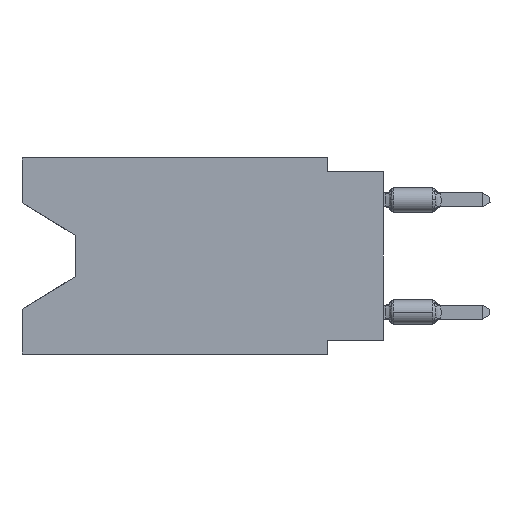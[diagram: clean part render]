
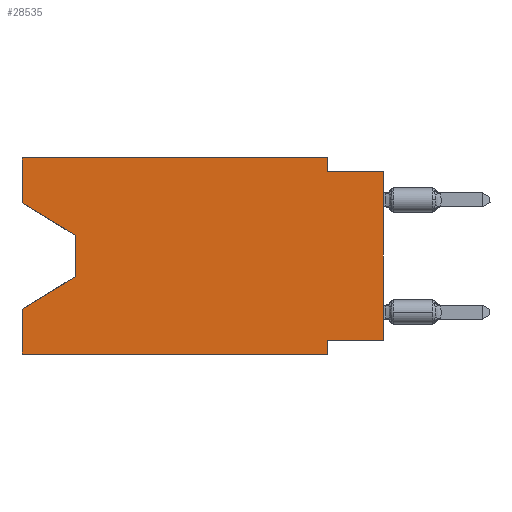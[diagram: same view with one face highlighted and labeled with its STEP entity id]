
A CAD part, left-side view. The second image highlights one B-rep face of the part: STEP entity #28535.
In plain terms, the highlighted planar face has unit normal (-1, 0, 0).
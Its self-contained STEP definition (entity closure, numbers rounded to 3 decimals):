
#773 = CARTESIAN_POINT ( 'NONE',  ( 0., 0., -0.635 ) ) ;
#1556 = DIRECTION ( 'NONE',  ( 0., 0., 1. ) ) ;
#1559 = ORIENTED_EDGE ( 'NONE', *, *, #31803, .F. ) ;
#1611 = VERTEX_POINT ( 'NONE', #29369 ) ;
#2924 = CARTESIAN_POINT ( 'NONE',  ( 0., 2.54, -8.89 ) ) ;
#3213 = DIRECTION ( 'NONE',  ( 0., 0., -1. ) ) ;
#3552 = VERTEX_POINT ( 'NONE', #32228 ) ;
#3639 = VERTEX_POINT ( 'NONE', #38440 ) ;
#4297 = DIRECTION ( 'NONE',  ( 1., 0., 0. ) ) ;
#4661 = VERTEX_POINT ( 'NONE', #773 ) ;
#4667 = EDGE_CURVE ( 'NONE', #10524, #15678, #33787, .T. ) ;
#4877 = CARTESIAN_POINT ( 'NONE',  ( 0., 16.383, 0. ) ) ;
#5329 = VECTOR ( 'NONE', #42287, 1000. ) ;
#5633 = VERTEX_POINT ( 'NONE', #42191 ) ;
#5736 = ORIENTED_EDGE ( 'NONE', *, *, #20628, .F. ) ;
#5933 = LINE ( 'NONE', #35086, #22667 ) ;
#6500 = ORIENTED_EDGE ( 'NONE', *, *, #18054, .T. ) ;
#6683 = CARTESIAN_POINT ( 'NONE',  ( 0., 16.383, 0. ) ) ;
#7016 = LINE ( 'NONE', #40028, #13160 ) ;
#7475 = CARTESIAN_POINT ( 'NONE',  ( 0., 13.97, -5.385 ) ) ;
#8720 = ORIENTED_EDGE ( 'NONE', *, *, #40694, .T. ) ;
#9441 = CARTESIAN_POINT ( 'NONE',  ( 0., 13.97, -3.505 ) ) ;
#9621 = DIRECTION ( 'NONE',  ( 0., 0., -1. ) ) ;
#10127 = VECTOR ( 'NONE', #40346, 1000. ) ;
#10349 = EDGE_CURVE ( 'NONE', #27279, #3639, #29611, .T. ) ;
#10524 = VERTEX_POINT ( 'NONE', #37960 ) ;
#10733 = DIRECTION ( 'NONE',  ( 0., -1., 0. ) ) ;
#11208 = CARTESIAN_POINT ( 'NONE',  ( 0., 16.383, 0. ) ) ;
#11327 = VERTEX_POINT ( 'NONE', #9441 ) ;
#11657 = ORIENTED_EDGE ( 'NONE', *, *, #10349, .F. ) ;
#13160 = VECTOR ( 'NONE', #16869, 1000. ) ;
#13880 = ORIENTED_EDGE ( 'NONE', *, *, #22631, .T. ) ;
#14177 = CARTESIAN_POINT ( 'NONE',  ( 0., 16.383, -8.89 ) ) ;
#14654 = VERTEX_POINT ( 'NONE', #7475 ) ;
#15678 = VERTEX_POINT ( 'NONE', #34839 ) ;
#16670 = LINE ( 'NONE', #29155, #35831 ) ;
#16869 = DIRECTION ( 'NONE',  ( 0., 0., -1. ) ) ;
#17359 = FACE_OUTER_BOUND ( 'NONE', #27500, .T. ) ;
#17514 = LINE ( 'NONE', #33820, #27053 ) ;
#17866 = CARTESIAN_POINT ( 'NONE',  ( 0., 0., -0.635 ) ) ;
#18054 = EDGE_CURVE ( 'NONE', #14654, #3639, #17514, .T. ) ;
#19142 = ORIENTED_EDGE ( 'NONE', *, *, #4667, .F. ) ;
#20394 = ORIENTED_EDGE ( 'NONE', *, *, #38464, .F. ) ;
#20628 = EDGE_CURVE ( 'NONE', #15678, #39191, #7016, .T. ) ;
#21709 = LINE ( 'NONE', #11208, #34628 ) ;
#22022 = CARTESIAN_POINT ( 'NONE',  ( 0., 16.383, -8.89 ) ) ;
#22631 = EDGE_CURVE ( 'NONE', #10524, #4661, #5933, .T. ) ;
#22667 = VECTOR ( 'NONE', #38092, 1000. ) ;
#23924 = DIRECTION ( 'NONE',  ( 0., 1., 0. ) ) ;
#24121 = CARTESIAN_POINT ( 'NONE',  ( 0., 0., -8.255 ) ) ;
#24663 = ORIENTED_EDGE ( 'NONE', *, *, #31942, .F. ) ;
#25902 = LINE ( 'NONE', #38993, #42145 ) ;
#26411 = ORIENTED_EDGE ( 'NONE', *, *, #29766, .F. ) ;
#27011 = LINE ( 'NONE', #40105, #40628 ) ;
#27053 = VECTOR ( 'NONE', #31022, 1000. ) ;
#27279 = VERTEX_POINT ( 'NONE', #22022 ) ;
#27500 = EDGE_LOOP ( 'NONE', ( #29971, #8720, #6500, #11657, #41458, #5736, #19142, #13880, #20394, #24663, #1559, #26411 ) ) ;
#27944 = DIRECTION ( 'NONE',  ( 0., -1., 0. ) ) ;
#28365 = VECTOR ( 'NONE', #23924, 1000. ) ;
#28535 = ADVANCED_FACE ( 'NONE', ( #17359 ), #36897, .F. ) ;
#28953 = DIRECTION ( 'NONE',  ( 0., -0.855, -0.519 ) ) ;
#29155 = CARTESIAN_POINT ( 'NONE',  ( 0., 2.54, 0. ) ) ;
#29369 = CARTESIAN_POINT ( 'NONE',  ( 0., 16.383, -2.038 ) ) ;
#29611 = LINE ( 'NONE', #6683, #5329 ) ;
#29766 = EDGE_CURVE ( 'NONE', #1611, #38199, #21709, .T. ) ;
#29971 = ORIENTED_EDGE ( 'NONE', *, *, #30337, .T. ) ;
#30337 = EDGE_CURVE ( 'NONE', #1611, #11327, #31741, .T. ) ;
#30453 = DIRECTION ( 'NONE',  ( 0., 0., -1. ) ) ;
#31022 = DIRECTION ( 'NONE',  ( 0., 0.855, -0.519 ) ) ;
#31164 = LINE ( 'NONE', #17866, #34008 ) ;
#31545 = LINE ( 'NONE', #14177, #10127 ) ;
#31741 = LINE ( 'NONE', #32591, #33306 ) ;
#31803 = EDGE_CURVE ( 'NONE', #38199, #3552, #27011, .T. ) ;
#31942 = EDGE_CURVE ( 'NONE', #3552, #5633, #16670, .T. ) ;
#32228 = CARTESIAN_POINT ( 'NONE',  ( 0., 2.54, 0. ) ) ;
#32591 = CARTESIAN_POINT ( 'NONE',  ( 0., 16.383, -2.038 ) ) ;
#33306 = VECTOR ( 'NONE', #28953, 1000. ) ;
#33676 = CARTESIAN_POINT ( 'NONE',  ( 0., 16.383, 0. ) ) ;
#33787 = LINE ( 'NONE', #24121, #28365 ) ;
#33820 = CARTESIAN_POINT ( 'NONE',  ( 0., 13.97, -5.385 ) ) ;
#34008 = VECTOR ( 'NONE', #27944, 1000. ) ;
#34628 = VECTOR ( 'NONE', #1556, 1000. ) ;
#34655 = EDGE_CURVE ( 'NONE', #27279, #39191, #31545, .T. ) ;
#34839 = CARTESIAN_POINT ( 'NONE',  ( 0., 2.54, -8.255 ) ) ;
#35086 = CARTESIAN_POINT ( 'NONE',  ( 0., 0., 0. ) ) ;
#35831 = VECTOR ( 'NONE', #3213, 1000. ) ;
#36897 = PLANE ( 'NONE',  #39362 ) ;
#37960 = CARTESIAN_POINT ( 'NONE',  ( 0., 0., -8.255 ) ) ;
#38092 = DIRECTION ( 'NONE',  ( 0., 0., 1. ) ) ;
#38199 = VERTEX_POINT ( 'NONE', #4877 ) ;
#38440 = CARTESIAN_POINT ( 'NONE',  ( 0., 16.383, -6.852 ) ) ;
#38464 = EDGE_CURVE ( 'NONE', #5633, #4661, #31164, .T. ) ;
#38993 = CARTESIAN_POINT ( 'NONE',  ( 0., 13.97, -3.505 ) ) ;
#39191 = VERTEX_POINT ( 'NONE', #2924 ) ;
#39362 = AXIS2_PLACEMENT_3D ( 'NONE', #33676, #4297, #30453 ) ;
#40028 = CARTESIAN_POINT ( 'NONE',  ( 0., 2.54, -8.89 ) ) ;
#40105 = CARTESIAN_POINT ( 'NONE',  ( 0., 16.383, 0. ) ) ;
#40346 = DIRECTION ( 'NONE',  ( 0., -1., 0. ) ) ;
#40628 = VECTOR ( 'NONE', #10733, 1000. ) ;
#40694 = EDGE_CURVE ( 'NONE', #11327, #14654, #25902, .T. ) ;
#41458 = ORIENTED_EDGE ( 'NONE', *, *, #34655, .T. ) ;
#42145 = VECTOR ( 'NONE', #9621, 1000. ) ;
#42191 = CARTESIAN_POINT ( 'NONE',  ( 0., 2.54, -0.635 ) ) ;
#42287 = DIRECTION ( 'NONE',  ( 0., 0., 1. ) ) ;
